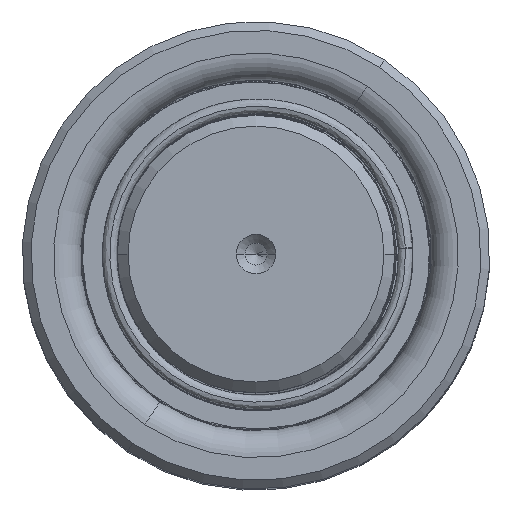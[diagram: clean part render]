
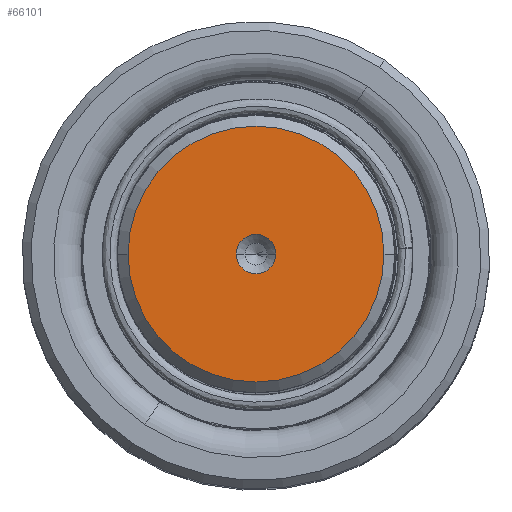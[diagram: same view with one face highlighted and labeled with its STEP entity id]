
A CAD part, top view. The second image highlights one B-rep face of the part: STEP entity #66101.
In plain terms, the highlighted planar face has unit normal (0, 0, 1).
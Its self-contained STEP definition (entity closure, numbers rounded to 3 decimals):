
#3704 = CARTESIAN_POINT ( 'NONE',  ( 0., 0., 200. ) ) ;
#4336 = ORIENTED_EDGE ( 'NONE', *, *, #5803, .T. ) ;
#4515 = PLANE ( 'NONE',  #40637 ) ;
#4537 = AXIS2_PLACEMENT_3D ( 'NONE', #13697, #34583, #51074 ) ;
#4966 = DIRECTION ( 'NONE',  ( 1., 0., 0. ) ) ;
#5803 = EDGE_CURVE ( 'NONE', #28420, #23983, #63022, .T. ) ;
#11642 = CARTESIAN_POINT ( 'NONE',  ( 17.514, 0., 200. ) ) ;
#11867 = ORIENTED_EDGE ( 'NONE', *, *, #45355, .F. ) ;
#13697 = CARTESIAN_POINT ( 'NONE',  ( 0., 0., 200. ) ) ;
#14158 = DIRECTION ( 'NONE',  ( 1., 0., 0. ) ) ;
#14867 = CIRCLE ( 'NONE', #67519, 17.514 ) ;
#16696 = ORIENTED_EDGE ( 'NONE', *, *, #27046, .T. ) ;
#19764 = AXIS2_PLACEMENT_3D ( 'NONE', #44871, #61161, #66050 ) ;
#23983 = VERTEX_POINT ( 'NONE', #11642 ) ;
#24961 = CARTESIAN_POINT ( 'NONE',  ( -2.7, 0., 200. ) ) ;
#27046 = EDGE_CURVE ( 'NONE', #23983, #28420, #14867, .T. ) ;
#28420 = VERTEX_POINT ( 'NONE', #43447 ) ;
#29304 = EDGE_LOOP ( 'NONE', ( #11867, #66620 ) ) ;
#33705 = VERTEX_POINT ( 'NONE', #43888 ) ;
#34583 = DIRECTION ( 'NONE',  ( 0., 0., 1. ) ) ;
#35143 = FACE_OUTER_BOUND ( 'NONE', #67502, .T. ) ;
#35696 = EDGE_CURVE ( 'NONE', #54958, #33705, #64952, .T. ) ;
#40637 = AXIS2_PLACEMENT_3D ( 'NONE', #62597, #46550, #4966 ) ;
#41538 = DIRECTION ( 'NONE',  ( 0., 0., 1. ) ) ;
#42634 = FACE_BOUND ( 'NONE', #29304, .T. ) ;
#42940 = DIRECTION ( 'NONE',  ( 1., 0., 0. ) ) ;
#43172 = CARTESIAN_POINT ( 'NONE',  ( 0., 0., 200. ) ) ;
#43447 = CARTESIAN_POINT ( 'NONE',  ( -17.514, 0., 200. ) ) ;
#43888 = CARTESIAN_POINT ( 'NONE',  ( 2.7, 0., 200. ) ) ;
#44871 = CARTESIAN_POINT ( 'NONE',  ( 0., 0., 200. ) ) ;
#45355 = EDGE_CURVE ( 'NONE', #33705, #54958, #53692, .T. ) ;
#46550 = DIRECTION ( 'NONE',  ( 0., 0., 1. ) ) ;
#51074 = DIRECTION ( 'NONE',  ( 1., 0., 0. ) ) ;
#53692 = CIRCLE ( 'NONE', #19764, 2.7 ) ;
#54958 = VERTEX_POINT ( 'NONE', #24961 ) ;
#55536 = AXIS2_PLACEMENT_3D ( 'NONE', #43172, #59886, #42940 ) ;
#59886 = DIRECTION ( 'NONE',  ( 0., 0., 1. ) ) ;
#61161 = DIRECTION ( 'NONE',  ( 0., 0., 1. ) ) ;
#62597 = CARTESIAN_POINT ( 'NONE',  ( 0., 0., 200. ) ) ;
#63022 = CIRCLE ( 'NONE', #55536, 17.514 ) ;
#64952 = CIRCLE ( 'NONE', #4537, 2.7 ) ;
#66050 = DIRECTION ( 'NONE',  ( 1., 0., 0. ) ) ;
#66101 = ADVANCED_FACE ( 'NONE', ( #42634, #35143 ), #4515, .T. ) ;
#66620 = ORIENTED_EDGE ( 'NONE', *, *, #35696, .F. ) ;
#67502 = EDGE_LOOP ( 'NONE', ( #4336, #16696 ) ) ;
#67519 = AXIS2_PLACEMENT_3D ( 'NONE', #3704, #41538, #14158 ) ;
